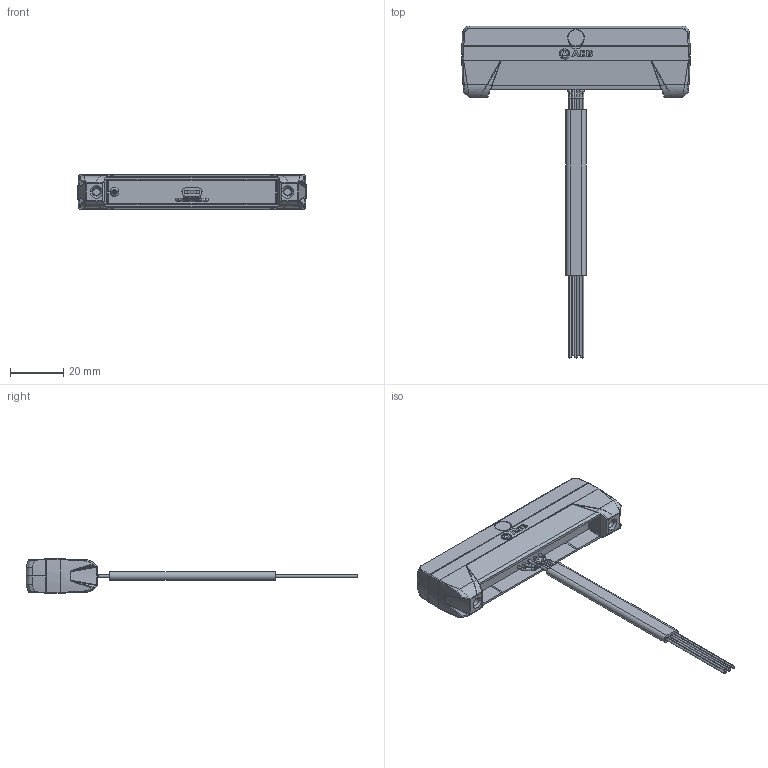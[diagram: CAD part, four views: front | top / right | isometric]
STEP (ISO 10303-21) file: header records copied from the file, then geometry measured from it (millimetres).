
FILE_DESCRIPTION((''),'2;1');
FILE_NAME('0_M077-MODULE_SW0001','2025-08-12T11:58:39',('candice.wang'),(''),'CREO PARAMETRIC BY PTC INC, 2018100','CREO PARAMETRIC BY PTC INC, 2018100','');
FILE_SCHEMA(('AUTOMOTIVE_DESIGN { 1 0 10303 214 1 1 1 1 }'));
Products named in the file (1): 0_M077-MODULE_SW0001
Bounding box: 85.45 x 124.16 x 12.86 mm (x, y, z)
Volume: 15975.4 mm3; surface area: 17022.3 mm2
Topology: 1 solids, 1 shells, 1156 faces, 2823 edges, 1679 vertices
Faces by surface type: bspline 424, plane 216, cylinder 206, cone 157, torus 103, sphere 46, extrusion 4
Entity records: 67678 total; most frequent: CARTESIAN_POINT 36127, ORIENTED_EDGE 5642, DIRECTION 3952, EDGE_CURVE 2821, VERTEX_POINT 1679, AXIS2_PLACEMENT_3D 1635, B_SPLINE_CURVE_WITH_KNOTS 1240, EDGE_LOOP 1196
